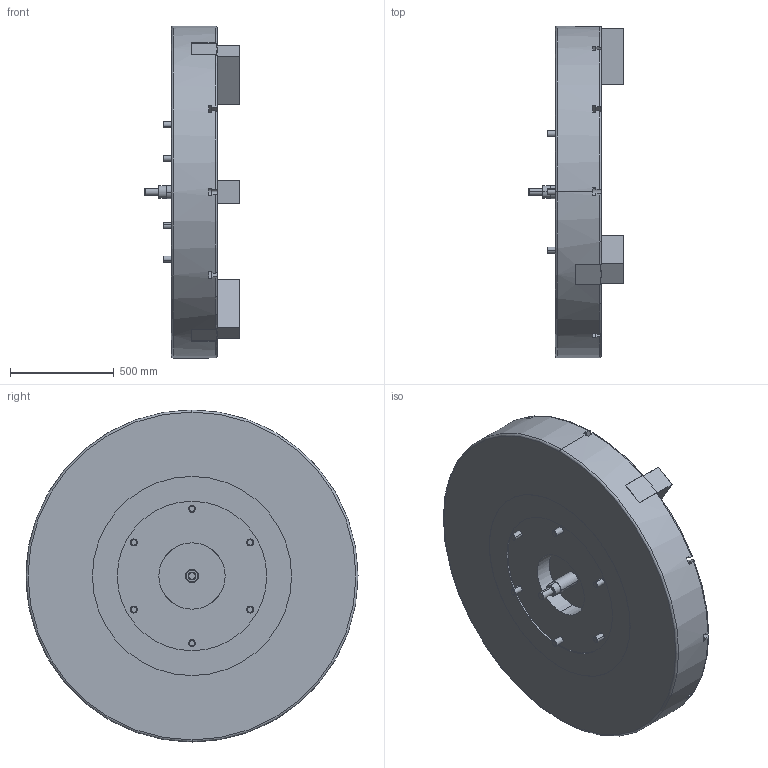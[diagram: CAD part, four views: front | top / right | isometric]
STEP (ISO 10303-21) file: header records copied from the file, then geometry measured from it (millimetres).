
FILE_DESCRIPTION (( 'STEP AP203' ), '1' );
FILE_NAME ('CF-3V-63.STEP', '2022-04-25T07:06:41', ( '' ), ( '' ), 'SwSTEP 2.0', 'SolidWorks 2016', '' );
FILE_SCHEMA (( 'CONFIG_CONTROL_DESIGN' ));
Length unit declared in the file: millimetre
Products named in the file (12): 圓頭內六角螺栓_M16x35; 圓頭內六角螺栓_M30x180; CF-3V-63-18000-1; CF-3V-63-01000; CF-3V-63-19010_3V-50-25000; CF-3V-63-05000; CF-3V-63-09010; CF-3V-63-17000; CF-3V-63; CF-3V-63-11000; CF-3V-63-10000; 圓頭內六角螺栓_M24x60
Assembly tree (35 placements, depth 2):
  CF-3V-63
    CF-3V-63-01000
    CF-3V-63-05000  x3
    CF-3V-63-17000  x3
    CF-3V-63-11000  x3
    CF-3V-63-10000
    圓頭內六角螺栓_M24x60  x9
    圓頭內六角螺栓_M16x35  x6
    圓頭內六角螺栓_M30x180  x6
    CF-3V-63-18000-1
    CF-3V-63-19010_3V-50-25000
    CF-3V-63-09010
Bounding box: 456 x 1600 x 1600 mm (x, y, z)
Volume: 432888036.3 mm3; surface area: 8787646.9 mm2
Topology: 35 solids, 35 shells, 1681 faces, 4234 edges, 2647 vertices
Faces by surface type: plane 1024, cylinder 398, cone 245, torus 14
Entity records: 22870 total; most frequent: CARTESIAN_POINT 4151, DIRECTION 3651, ORIENTED_EDGE 3400, EDGE_CURVE 1700, AXIS2_PLACEMENT_3D 1288, VERTEX_POINT 1101, LINE 1075, VECTOR 1075
